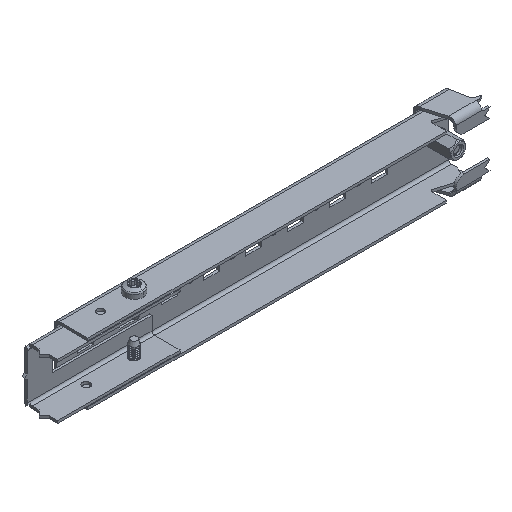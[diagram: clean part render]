
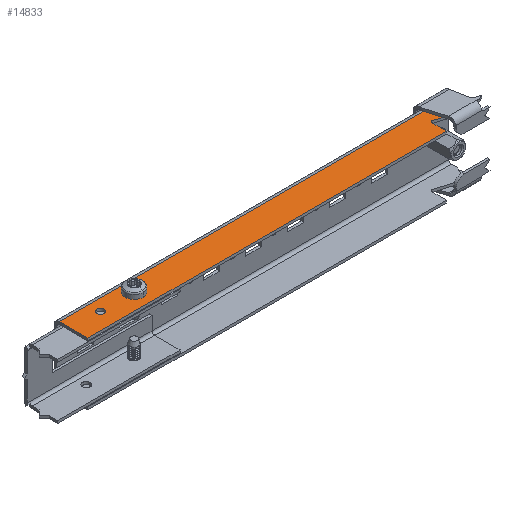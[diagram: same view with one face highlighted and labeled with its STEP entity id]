
A CAD part, isometric view. The second image highlights one B-rep face of the part: STEP entity #14833.
In plain terms, the highlighted planar face has unit normal (0, 0, 1).
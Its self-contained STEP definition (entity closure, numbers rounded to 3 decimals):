
#175 = VERTEX_POINT ( 'NONE', #1591 ) ;
#191 = CARTESIAN_POINT ( 'NONE',  ( 113.851, -14.126, 18.484 ) ) ;
#356 = ORIENTED_EDGE ( 'NONE', *, *, #12968, .T. ) ;
#528 = EDGE_CURVE ( 'NONE', #4144, #651, #4083, .T. ) ;
#651 = VERTEX_POINT ( 'NONE', #14170 ) ;
#718 = VERTEX_POINT ( 'NONE', #9746 ) ;
#773 = LINE ( 'NONE', #4241, #8316 ) ;
#965 = ORIENTED_EDGE ( 'NONE', *, *, #1501, .F. ) ;
#1337 = EDGE_CURVE ( 'NONE', #651, #6591, #10909, .T. ) ;
#1348 = CARTESIAN_POINT ( 'NONE',  ( -79., -10.124, 18.484 ) ) ;
#1350 = ORIENTED_EDGE ( 'NONE', *, *, #9246, .F. ) ;
#1364 = DIRECTION ( 'NONE',  ( 0., 0., 1. ) ) ;
#1501 = EDGE_CURVE ( 'NONE', #13030, #8435, #7649, .T. ) ;
#1591 = CARTESIAN_POINT ( 'NONE',  ( 96.5, -11.482, 18.484 ) ) ;
#1608 = CARTESIAN_POINT ( 'NONE',  ( 96.5, -20.124, 18.484 ) ) ;
#1910 = AXIS2_PLACEMENT_3D ( 'NONE', #12175, #11137, #2615 ) ;
#2109 = FACE_BOUND ( 'NONE', #15074, .T. ) ;
#2170 = CARTESIAN_POINT ( 'NONE',  ( 97.776, -10.521, 18.484 ) ) ;
#2338 = DIRECTION ( 'NONE',  ( 0., -1., 0. ) ) ;
#2533 = CARTESIAN_POINT ( 'NONE',  ( 97.5, -11.482, 18.484 ) ) ;
#2615 = DIRECTION ( 'NONE',  ( 0., -1., 0. ) ) ;
#2644 = VERTEX_POINT ( 'NONE', #15255 ) ;
#2683 = VECTOR ( 'NONE', #13276, 1000. ) ;
#2992 = EDGE_CURVE ( 'NONE', #175, #718, #13439, .T. ) ;
#3008 = CIRCLE ( 'NONE', #7557, 2.25 ) ;
#4083 = CIRCLE ( 'NONE', #7628, 1. ) ;
#4108 = AXIS2_PLACEMENT_3D ( 'NONE', #13318, #7411, #11100 ) ;
#4119 = CARTESIAN_POINT ( 'NONE',  ( 97.776, -10.521, 18.484 ) ) ;
#4144 = VERTEX_POINT ( 'NONE', #15281 ) ;
#4157 = EDGE_CURVE ( 'NONE', #4342, #10716, #11965, .T. ) ;
#4236 = ORIENTED_EDGE ( 'NONE', *, *, #12619, .T. ) ;
#4241 = CARTESIAN_POINT ( 'NONE',  ( 0., -3., 18.484 ) ) ;
#4342 = VERTEX_POINT ( 'NONE', #8789 ) ;
#4469 = LINE ( 'NONE', #14095, #7009 ) ;
#5288 = ORIENTED_EDGE ( 'NONE', *, *, #9268, .F. ) ;
#5317 = LINE ( 'NONE', #4119, #15566 ) ;
#5492 = AXIS2_PLACEMENT_3D ( 'NONE', #2533, #1364, #10825 ) ;
#5632 = EDGE_CURVE ( 'NONE', #10716, #4342, #12752, .T. ) ;
#5670 = DIRECTION ( 'NONE',  ( 0., 0., -1. ) ) ;
#5903 = ORIENTED_EDGE ( 'NONE', *, *, #10878, .F. ) ;
#5961 = ORIENTED_EDGE ( 'NONE', *, *, #2992, .F. ) ;
#5973 = DIRECTION ( 'NONE',  ( 0., 1., 0. ) ) ;
#5978 = VECTOR ( 'NONE', #10997, 1000. ) ;
#5989 = PLANE ( 'NONE',  #8094 ) ;
#6047 = DIRECTION ( 'NONE',  ( 0., 0., 1. ) ) ;
#6171 = CARTESIAN_POINT ( 'NONE',  ( -116.5, -20.124, 18.484 ) ) ;
#6591 = VERTEX_POINT ( 'NONE', #10528 ) ;
#6851 = CARTESIAN_POINT ( 'NONE',  ( -79., -12.374, 18.484 ) ) ;
#7009 = VECTOR ( 'NONE', #5973, 1000. ) ;
#7105 = EDGE_CURVE ( 'NONE', #13377, #12746, #14393, .T. ) ;
#7411 = DIRECTION ( 'NONE',  ( 0., 0., -1. ) ) ;
#7557 = AXIS2_PLACEMENT_3D ( 'NONE', #9088, #13904, #11292 ) ;
#7592 = EDGE_CURVE ( 'NONE', #12810, #2644, #4469, .T. ) ;
#7609 = DIRECTION ( 'NONE',  ( 0., -1., 0. ) ) ;
#7628 = AXIS2_PLACEMENT_3D ( 'NONE', #15110, #5670, #9360 ) ;
#7649 = CIRCLE ( 'NONE', #12682, 2.25 ) ;
#8040 = DIRECTION ( 'NONE',  ( 0., -1., 0. ) ) ;
#8059 = VECTOR ( 'NONE', #15135, 1000. ) ;
#8094 = AXIS2_PLACEMENT_3D ( 'NONE', #10784, #9372, #2338 ) ;
#8186 = FACE_OUTER_BOUND ( 'NONE', #10788, .T. ) ;
#8295 = ORIENTED_EDGE ( 'NONE', *, *, #4157, .F. ) ;
#8316 = VECTOR ( 'NONE', #12761, 1000. ) ;
#8435 = VERTEX_POINT ( 'NONE', #6851 ) ;
#8532 = VERTEX_POINT ( 'NONE', #2170 ) ;
#8612 = LINE ( 'NONE', #191, #2683 ) ;
#8789 = CARTESIAN_POINT ( 'NONE',  ( -99., -7.874, 18.484 ) ) ;
#8924 = VECTOR ( 'NONE', #7609, 1000. ) ;
#8927 = DIRECTION ( 'NONE',  ( -0.961, 0.276, 0. ) ) ;
#9088 = CARTESIAN_POINT ( 'NONE',  ( -79., -10.124, 18.484 ) ) ;
#9246 = EDGE_CURVE ( 'NONE', #12810, #4144, #8612, .T. ) ;
#9268 = EDGE_CURVE ( 'NONE', #8532, #175, #15046, .T. ) ;
#9360 = DIRECTION ( 'NONE',  ( 0., 1., 0. ) ) ;
#9372 = DIRECTION ( 'NONE',  ( 0., 0., 1. ) ) ;
#9463 = ORIENTED_EDGE ( 'NONE', *, *, #528, .F. ) ;
#9746 = CARTESIAN_POINT ( 'NONE',  ( 96.5, -20.124, 18.484 ) ) ;
#9868 = DIRECTION ( 'NONE',  ( 0., 0., 1. ) ) ;
#10528 = CARTESIAN_POINT ( 'NONE',  ( 112.624, -14.779, 18.484 ) ) ;
#10542 = CARTESIAN_POINT ( 'NONE',  ( -79., -7.874, 18.484 ) ) ;
#10716 = VERTEX_POINT ( 'NONE', #14690 ) ;
#10784 = CARTESIAN_POINT ( 'NONE',  ( 0., 15.676, 18.484 ) ) ;
#10788 = EDGE_LOOP ( 'NONE', ( #12873, #356, #11995, #4236, #5961, #5288, #5903, #12093, #9463, #1350 ) ) ;
#10825 = DIRECTION ( 'NONE',  ( 0., 1., 0. ) ) ;
#10878 = EDGE_CURVE ( 'NONE', #6591, #8532, #5317, .T. ) ;
#10909 = CIRCLE ( 'NONE', #4108, 1. ) ;
#10997 = DIRECTION ( 'NONE',  ( 0., -1., 0. ) ) ;
#11100 = DIRECTION ( 'NONE',  ( 0., 1., 0. ) ) ;
#11137 = DIRECTION ( 'NONE',  ( 0., 0., 1. ) ) ;
#11247 = CARTESIAN_POINT ( 'NONE',  ( 116.5, -5.974, 18.484 ) ) ;
#11292 = DIRECTION ( 'NONE',  ( 0., -1., 0. ) ) ;
#11353 = ORIENTED_EDGE ( 'NONE', *, *, #5632, .F. ) ;
#11517 = CARTESIAN_POINT ( 'NONE',  ( 116.5, -20.124, 18.484 ) ) ;
#11965 = CIRCLE ( 'NONE', #12983, 2.25 ) ;
#11995 = ORIENTED_EDGE ( 'NONE', *, *, #7105, .T. ) ;
#12093 = ORIENTED_EDGE ( 'NONE', *, *, #1337, .F. ) ;
#12167 = EDGE_CURVE ( 'NONE', #8435, #13030, #3008, .T. ) ;
#12175 = CARTESIAN_POINT ( 'NONE',  ( -99., -10.124, 18.484 ) ) ;
#12619 = EDGE_CURVE ( 'NONE', #12746, #718, #13890, .T. ) ;
#12682 = AXIS2_PLACEMENT_3D ( 'NONE', #1348, #9868, #14827 ) ;
#12746 = VERTEX_POINT ( 'NONE', #6171 ) ;
#12752 = CIRCLE ( 'NONE', #1910, 2.25 ) ;
#12761 = DIRECTION ( 'NONE',  ( -1., 0., 0. ) ) ;
#12810 = VERTEX_POINT ( 'NONE', #11247 ) ;
#12873 = ORIENTED_EDGE ( 'NONE', *, *, #7592, .T. ) ;
#12968 = EDGE_CURVE ( 'NONE', #2644, #13377, #773, .T. ) ;
#12983 = AXIS2_PLACEMENT_3D ( 'NONE', #14112, #6047, #8040 ) ;
#13030 = VERTEX_POINT ( 'NONE', #10542 ) ;
#13276 = DIRECTION ( 'NONE',  ( -0.309, -0.951, 0. ) ) ;
#13318 = CARTESIAN_POINT ( 'NONE',  ( 112.9, -13.817, 18.484 ) ) ;
#13377 = VERTEX_POINT ( 'NONE', #13449 ) ;
#13439 = LINE ( 'NONE', #1608, #8924 ) ;
#13449 = CARTESIAN_POINT ( 'NONE',  ( -116.5, -3., 18.484 ) ) ;
#13702 = EDGE_LOOP ( 'NONE', ( #11353, #8295 ) ) ;
#13890 = LINE ( 'NONE', #11517, #8059 ) ;
#13904 = DIRECTION ( 'NONE',  ( 0., 0., 1. ) ) ;
#14095 = CARTESIAN_POINT ( 'NONE',  ( 116.5, -20.124, 18.484 ) ) ;
#14112 = CARTESIAN_POINT ( 'NONE',  ( -99., -10.124, 18.484 ) ) ;
#14170 = CARTESIAN_POINT ( 'NONE',  ( 112.9, -14.817, 18.484 ) ) ;
#14393 = LINE ( 'NONE', #15489, #5978 ) ;
#14690 = CARTESIAN_POINT ( 'NONE',  ( -99., -12.374, 18.484 ) ) ;
#14827 = DIRECTION ( 'NONE',  ( 0., -1., 0. ) ) ;
#14833 = ADVANCED_FACE ( 'NONE', ( #2109, #15274, #8186 ), #5989, .T. ) ;
#15046 = CIRCLE ( 'NONE', #5492, 1. ) ;
#15074 = EDGE_LOOP ( 'NONE', ( #15163, #965 ) ) ;
#15110 = CARTESIAN_POINT ( 'NONE',  ( 112.9, -13.817, 18.484 ) ) ;
#15135 = DIRECTION ( 'NONE',  ( 1., 0., 0. ) ) ;
#15163 = ORIENTED_EDGE ( 'NONE', *, *, #12167, .F. ) ;
#15255 = CARTESIAN_POINT ( 'NONE',  ( 116.5, -3., 18.484 ) ) ;
#15274 = FACE_BOUND ( 'NONE', #13702, .T. ) ;
#15281 = CARTESIAN_POINT ( 'NONE',  ( 113.851, -14.126, 18.484 ) ) ;
#15489 = CARTESIAN_POINT ( 'NONE',  ( -116.5, -20.124, 18.484 ) ) ;
#15566 = VECTOR ( 'NONE', #8927, 1000. ) ;
